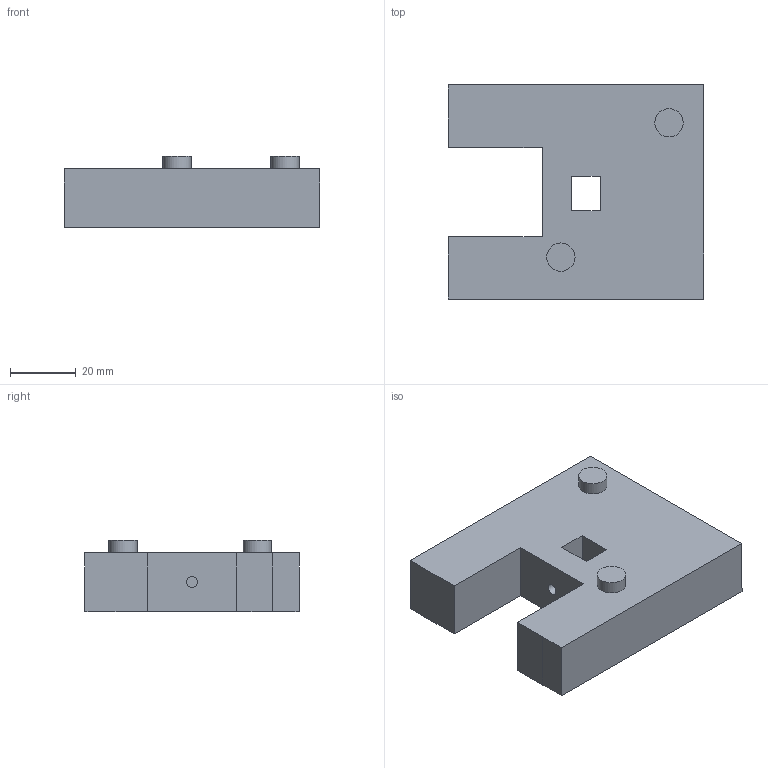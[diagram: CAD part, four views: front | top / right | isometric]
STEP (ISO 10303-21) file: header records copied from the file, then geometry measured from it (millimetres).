
FILE_DESCRIPTION(/* description */ (''),/* implementation_level */ '2;1');
FILE_NAME(/* name */ 'GRIPPER_FINAL.step',/* time_stamp */ '2023-01-06T10:18:39Z',/* author */ (''),/* organization */ (''),/* preprocessor_version */ 'ST-DEVELOPER v19.2',/* originating_system */ 'Autodesk Translation Framework v11.17.0.187',/* authorisation */ '');
FILE_SCHEMA (('AUTOMOTIVE_DESIGN { 1 0 10303 214 3 1 1 }'));
Length unit declared in the file: inch
Products named in the file (2): asb-09_FINAL; Component1
Assembly tree (1 placements, depth 2):
  asb-09_FINAL
    Component1
Bounding box: 77.95 x 65.38 x 21.79 mm (x, y, z)
Volume: 76148.5 mm3; surface area: 15868.1 mm2
Topology: 1 solids, 1 shells, 31 faces, 70 edges, 48 vertices
Faces by surface type: plane 23, cylinder 8
Full cylindrical faces by diameter (mm): 2.54 x4, 3.4 x1, 8.636 x2, 10.16 x1
Entity records: 935 total; most frequent: DIRECTION 154, CARTESIAN_POINT 152, ORIENTED_EDGE 140, EDGE_CURVE 70, LINE 54, VECTOR 54, AXIS2_PLACEMENT_3D 50, VERTEX_POINT 48
